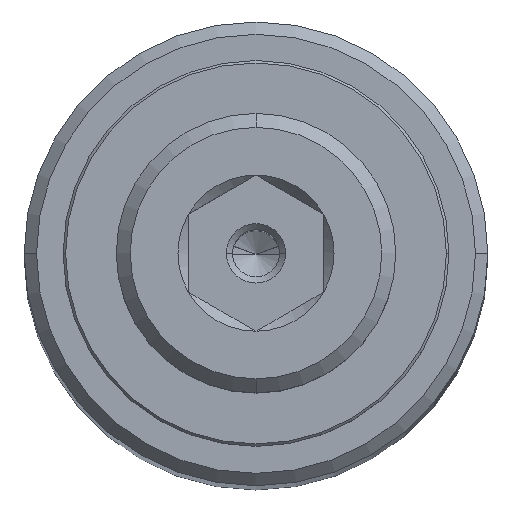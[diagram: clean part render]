
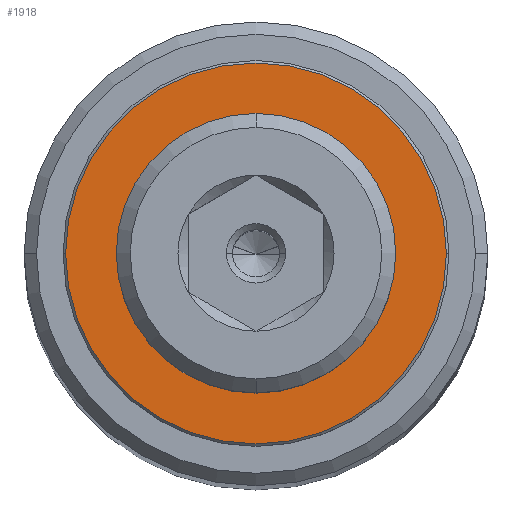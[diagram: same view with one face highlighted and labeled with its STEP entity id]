
A CAD part, top view. The second image highlights one B-rep face of the part: STEP entity #1918.
In plain terms, the highlighted planar face has unit normal (0, 0, 1).
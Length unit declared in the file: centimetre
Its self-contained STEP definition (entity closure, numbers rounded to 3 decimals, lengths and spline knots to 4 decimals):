
#97 = CARTESIAN_POINT ( 'NONE',  ( 0., 0., 5.5499 ) ) ;
#98 = DIRECTION ( 'NONE',  ( 0., 0., 1. ) ) ;
#99 = DIRECTION ( 'NONE',  ( 0., -1., 0. ) ) ;
#104 = CARTESIAN_POINT ( 'NONE',  ( 0., 0., 5.5499 ) ) ;
#105 = DIRECTION ( 'NONE',  ( 0., 0., -1. ) ) ;
#106 = DIRECTION ( 'NONE',  ( -1., 0., 0. ) ) ;
#523 = EDGE_LOOP ( 'NONE', ( #2915, #2889 ) ) ;
#634 = EDGE_LOOP ( 'NONE', ( #2923, #2918 ) ) ;
#870 = AXIS2_PLACEMENT_3D ( 'NONE', #1295, #1300, #1301 ) ;
#886 = CARTESIAN_POINT ( 'NONE',  ( 0., 0., 5.5499 ) ) ;
#887 = DIRECTION ( 'NONE',  ( 0., 0., -1. ) ) ;
#888 = DIRECTION ( 'NONE',  ( -1., 0., 0. ) ) ;
#920 = CARTESIAN_POINT ( 'NONE',  ( 0., 0., 5.5499 ) ) ;
#921 = DIRECTION ( 'NONE',  ( 0., 0., 1. ) ) ;
#922 = DIRECTION ( 'NONE',  ( 0., -1., 0. ) ) ;
#1295 = CARTESIAN_POINT ( 'NONE',  ( 0., 0., 5.5499 ) ) ;
#1298 = PLANE ( 'NONE',  #870 ) ;
#1300 = DIRECTION ( 'NONE',  ( 0., 0., -1. ) ) ;
#1301 = DIRECTION ( 'NONE',  ( 0., 1., 0. ) ) ;
#1471 = VERTEX_POINT ( 'NONE', #2748 ) ;
#1508 = VERTEX_POINT ( 'NONE', #2787 ) ;
#1674 = VERTEX_POINT ( 'NONE', #2609 ) ;
#1717 = VERTEX_POINT ( 'NONE', #2587 ) ;
#1761 = EDGE_CURVE ( 'NONE', #1674, #1508, #2819, .T. ) ;
#1763 = EDGE_CURVE ( 'NONE', #1717, #1471, #2827, .T. ) ;
#1810 = EDGE_CURVE ( 'NONE', #1471, #1717, #2257, .T. ) ;
#1823 = EDGE_CURVE ( 'NONE', #1508, #1674, #2278, .T. ) ;
#1918 = ADVANCED_FACE ( 'NONE', ( #2418, #2428 ), #1298, .F. ) ;
#2257 = CIRCLE ( 'NONE', #2877, 0.3912 ) ;
#2278 = CIRCLE ( 'NONE', #2874, 0.2583 ) ;
#2418 = FACE_OUTER_BOUND ( 'NONE', #523, .T. ) ;
#2428 = FACE_BOUND ( 'NONE', #634, .T. ) ;
#2587 = CARTESIAN_POINT ( 'NONE',  ( 0.3912, 0., 5.5499 ) ) ;
#2609 = CARTESIAN_POINT ( 'NONE',  ( 0., 0.2583, 5.5499 ) ) ;
#2692 = AXIS2_PLACEMENT_3D ( 'NONE', #97, #98, #99 ) ;
#2699 = AXIS2_PLACEMENT_3D ( 'NONE', #104, #105, #106 ) ;
#2748 = CARTESIAN_POINT ( 'NONE',  ( -0.3912, 0., 5.5499 ) ) ;
#2787 = CARTESIAN_POINT ( 'NONE',  ( 0., -0.2583, 5.5499 ) ) ;
#2819 = CIRCLE ( 'NONE', #2692, 0.2583 ) ;
#2827 = CIRCLE ( 'NONE', #2699, 0.3912 ) ;
#2874 = AXIS2_PLACEMENT_3D ( 'NONE', #920, #921, #922 ) ;
#2877 = AXIS2_PLACEMENT_3D ( 'NONE', #886, #887, #888 ) ;
#2889 = ORIENTED_EDGE ( 'NONE', *, *, #1763, .F. ) ;
#2915 = ORIENTED_EDGE ( 'NONE', *, *, #1810, .F. ) ;
#2918 = ORIENTED_EDGE ( 'NONE', *, *, #1761, .F. ) ;
#2923 = ORIENTED_EDGE ( 'NONE', *, *, #1823, .F. ) ;
